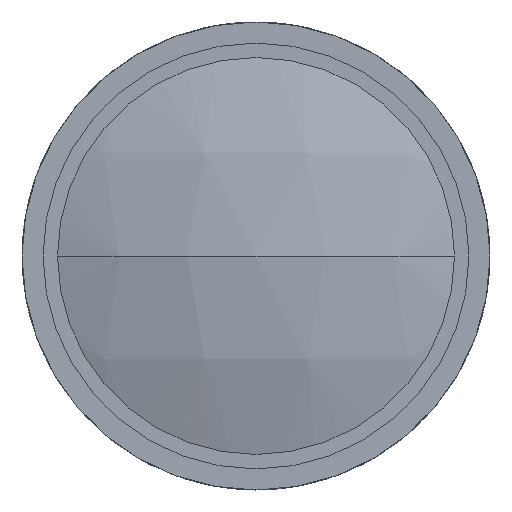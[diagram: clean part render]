
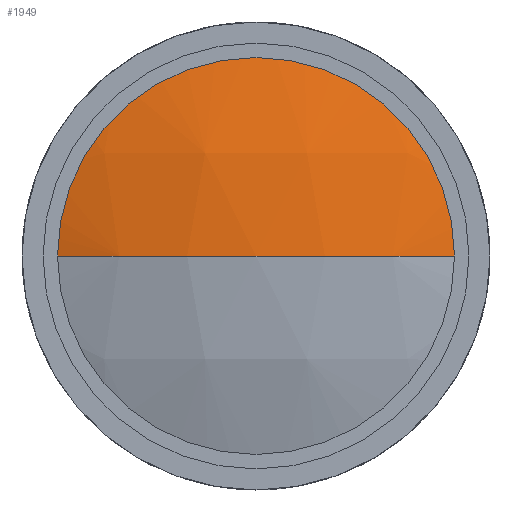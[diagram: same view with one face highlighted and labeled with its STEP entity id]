
A CAD part, left-side view. The second image highlights one B-rep face of the part: STEP entity #1949.
In plain terms, the highlighted spherical face has radius 172.06 mm.
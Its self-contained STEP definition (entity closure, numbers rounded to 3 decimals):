
#271 = CARTESIAN_POINT ( 'NONE',  ( -148.239, 0., -1.825 ) ) ;
#352 = DIRECTION ( 'NONE',  ( 0., 1., 0. ) ) ;
#595 = CARTESIAN_POINT ( 'NONE',  ( -138.854, -34.19, 42.741 ) ) ;
#715 = AXIS2_PLACEMENT_3D ( 'NONE', #8995, #5201, #352 ) ;
#920 = EDGE_CURVE ( 'NONE', #2781, #5516, #5628, .T. ) ;
#1370 = CARTESIAN_POINT ( 'NONE',  ( -138.854, -56.05, 1.843 ) ) ;
#1488 = CARTESIAN_POINT ( 'NONE',  ( -138.854, 44.566, 32.365 ) ) ;
#1541 = EDGE_CURVE ( 'NONE', #11744, #5516, #10368, .T. ) ;
#1542 = B_SPLINE_CURVE_WITH_KNOTS ( 'NONE', 3,
 ( #4439, #1370, #12239, #3482, #7386, #9249, #7326, #6477, #7263, #1545, #595, #11395, #2519, #11230, #9375, #2453, #11166, #3537, #6359, #2396, #9309, #12292, #7443, #10384, #10268, #4313, #1488, #2571, #11341, #6421, #5271, #1604, #5391, #5504 ),
 .UNSPECIFIED., .F., .F.,
 ( 4, 2, 2, 2, 2, 2, 2, 2, 2, 2, 2, 2, 2, 2, 2, 2, 4 ),
 ( -0.667, -0.625, -0.583, -0.542, -0.5, -0.458, -0.417, -0.375, -0.333, -0.292, -0.25, -0.208, -0.167, -0.125, -0.083, -0.042, 0. ),
 .UNSPECIFIED. ) ;
#1545 = CARTESIAN_POINT ( 'NONE',  ( -138.854, -37.039, 40.402 ) ) ;
#1604 = CARTESIAN_POINT ( 'NONE',  ( -138.854, 55.689, 5.512 ) ) ;
#1949 = ADVANCED_FACE ( 'NONE', ( #11929 ), #3287, .F. ) ;
#2120 = DIRECTION ( 'NONE',  ( -1., 0., 0. ) ) ;
#2396 = CARTESIAN_POINT ( 'NONE',  ( -138.854, 14.533, 52.432 ) ) ;
#2453 = CARTESIAN_POINT ( 'NONE',  ( -138.854, -7.337, 53.864 ) ) ;
#2519 = CARTESIAN_POINT ( 'NONE',  ( -138.854, -24.839, 48.555 ) ) ;
#2530 = ORIENTED_EDGE ( 'NONE', *, *, #920, .T. ) ;
#2571 = CARTESIAN_POINT ( 'NONE',  ( -138.854, 48.642, 26.264 ) ) ;
#2781 = VERTEX_POINT ( 'NONE', #11464 ) ;
#3287 = SPHERICAL_SURFACE ( 'NONE', #715, 172.06 ) ;
#3482 = CARTESIAN_POINT ( 'NONE',  ( -138.854, -54.257, 12.708 ) ) ;
#3501 = DIRECTION ( 'NONE',  ( 1., 0., 0. ) ) ;
#3537 = CARTESIAN_POINT ( 'NONE',  ( -138.854, 3.668, 54.225 ) ) ;
#3581 = ORIENTED_EDGE ( 'NONE', *, *, #10264, .F. ) ;
#4313 = CARTESIAN_POINT ( 'NONE',  ( -138.854, 42.227, 35.214 ) ) ;
#4439 = CARTESIAN_POINT ( 'NONE',  ( -138.854, -56.05, -1.825 ) ) ;
#4730 = AXIS2_PLACEMENT_3D ( 'NONE', #6190, #8912, #2120 ) ;
#5201 = DIRECTION ( 'NONE',  ( 0., 0., -1. ) ) ;
#5271 = CARTESIAN_POINT ( 'NONE',  ( -138.854, 54.257, 12.708 ) ) ;
#5391 = CARTESIAN_POINT ( 'NONE',  ( -138.854, 56.05, 1.843 ) ) ;
#5504 = CARTESIAN_POINT ( 'NONE',  ( -138.854, 56.05, -1.825 ) ) ;
#5516 = VERTEX_POINT ( 'NONE', #271 ) ;
#5628 = CIRCLE ( 'NONE', #4730, 172.06 ) ;
#6190 = CARTESIAN_POINT ( 'NONE',  ( 23.821, 0., -1.825 ) ) ;
#6359 = CARTESIAN_POINT ( 'NONE',  ( -138.854, 7.337, 53.864 ) ) ;
#6421 = CARTESIAN_POINT ( 'NONE',  ( -138.854, 53.187, 16.235 ) ) ;
#6477 = CARTESIAN_POINT ( 'NONE',  ( -138.854, -44.566, 32.365 ) ) ;
#7263 = CARTESIAN_POINT ( 'NONE',  ( -138.854, -42.227, 35.214 ) ) ;
#7326 = CARTESIAN_POINT ( 'NONE',  ( -138.854, -48.642, 26.264 ) ) ;
#7386 = CARTESIAN_POINT ( 'NONE',  ( -138.854, -53.187, 16.235 ) ) ;
#7409 = ORIENTED_EDGE ( 'NONE', *, *, #1541, .F. ) ;
#7443 = CARTESIAN_POINT ( 'NONE',  ( -138.854, 28.089, 46.817 ) ) ;
#7464 = CARTESIAN_POINT ( 'NONE',  ( 23.821, 0., -1.825 ) ) ;
#7501 = AXIS2_PLACEMENT_3D ( 'NONE', #7464, #10225, #3501 ) ;
#8912 = DIRECTION ( 'NONE',  ( 0., 0., -1. ) ) ;
#8995 = CARTESIAN_POINT ( 'NONE',  ( 23.821, 0., -1.825 ) ) ;
#9084 = EDGE_LOOP ( 'NONE', ( #3581, #2530, #7409 ) ) ;
#9249 = CARTESIAN_POINT ( 'NONE',  ( -138.854, -50.38, 23.014 ) ) ;
#9309 = CARTESIAN_POINT ( 'NONE',  ( -138.854, 18.06, 51.362 ) ) ;
#9375 = CARTESIAN_POINT ( 'NONE',  ( -138.854, -14.533, 52.432 ) ) ;
#10225 = DIRECTION ( 'NONE',  ( 0., 0., 1. ) ) ;
#10264 = EDGE_CURVE ( 'NONE', #2781, #11744, #1542, .T. ) ;
#10268 = CARTESIAN_POINT ( 'NONE',  ( -138.854, 37.039, 40.402 ) ) ;
#10368 = CIRCLE ( 'NONE', #7501, 172.06 ) ;
#10384 = CARTESIAN_POINT ( 'NONE',  ( -138.854, 34.19, 42.741 ) ) ;
#10970 = CARTESIAN_POINT ( 'NONE',  ( -138.854, 56.05, -1.825 ) ) ;
#11166 = CARTESIAN_POINT ( 'NONE',  ( -138.854, -3.668, 54.225 ) ) ;
#11230 = CARTESIAN_POINT ( 'NONE',  ( -138.854, -18.06, 51.362 ) ) ;
#11341 = CARTESIAN_POINT ( 'NONE',  ( -138.854, 50.38, 23.014 ) ) ;
#11395 = CARTESIAN_POINT ( 'NONE',  ( -138.854, -28.089, 46.817 ) ) ;
#11464 = CARTESIAN_POINT ( 'NONE',  ( -138.854, -56.05, -1.825 ) ) ;
#11744 = VERTEX_POINT ( 'NONE', #10970 ) ;
#11929 = FACE_OUTER_BOUND ( 'NONE', #9084, .T. ) ;
#12239 = CARTESIAN_POINT ( 'NONE',  ( -138.854, -55.689, 5.512 ) ) ;
#12292 = CARTESIAN_POINT ( 'NONE',  ( -138.854, 24.839, 48.555 ) ) ;
